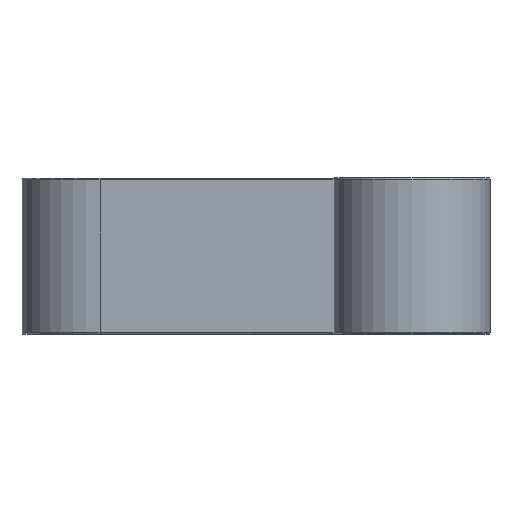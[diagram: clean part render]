
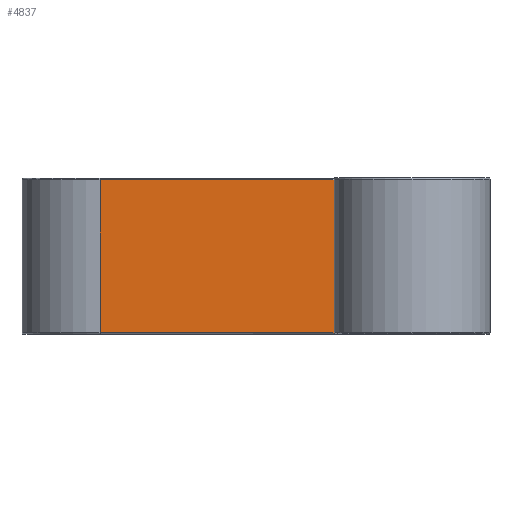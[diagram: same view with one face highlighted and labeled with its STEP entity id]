
A CAD part, top view. The second image highlights one B-rep face of the part: STEP entity #4837.
In plain terms, the highlighted planar face has unit normal (0, 0, 1).
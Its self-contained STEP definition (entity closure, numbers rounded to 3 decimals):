
#28=PLANE('',#5138);
#127=FACE_OUTER_BOUND('',#393,.T.);
#393=EDGE_LOOP('',(#3147,#3148,#3149,#3150));
#1041=LINE('',#7449,#1433);
#1053=LINE('',#7500,#1445);
#1054=LINE('',#7504,#1446);
#1055=LINE('',#7505,#1447);
#1433=VECTOR('',#5763,10.);
#1445=VECTOR('',#5821,10.);
#1446=VECTOR('',#5826,10.);
#1447=VECTOR('',#5827,10.);
#1825=VERTEX_POINT('',#7447);
#1826=VERTEX_POINT('',#7448);
#1842=VERTEX_POINT('',#7499);
#1843=VERTEX_POINT('',#7503);
#2335=EDGE_CURVE('',#1825,#1826,#1041,.T.);
#2361=EDGE_CURVE('',#1826,#1842,#1053,.T.);
#2363=EDGE_CURVE('',#1843,#1825,#1054,.T.);
#2364=EDGE_CURVE('',#1842,#1843,#1055,.T.);
#3147=ORIENTED_EDGE('',*,*,#2335,.F.);
#3148=ORIENTED_EDGE('',*,*,#2363,.F.);
#3149=ORIENTED_EDGE('',*,*,#2364,.F.);
#3150=ORIENTED_EDGE('',*,*,#2361,.F.);
#4837=ADVANCED_FACE('',(#127),#28,.T.);
#5138=AXIS2_PLACEMENT_3D('',#7502,#5824,#5825);
#5763=DIRECTION('',(-1.,0.,0.));
#5821=DIRECTION('',(0.,1.,0.));
#5824=DIRECTION('center_axis',(0.,0.,
1.));
#5825=DIRECTION('ref_axis',(1.,0.,0.));
#5826=DIRECTION('',(0.,-1.,0.));
#5827=DIRECTION('',(1.,0.,0.));
#7447=CARTESIAN_POINT('',(-5.,-4.9,5.));
#7448=CARTESIAN_POINT('',(-20.,-4.9,5.));
#7449=CARTESIAN_POINT('',(-9.213,-4.9,5.));
#7499=CARTESIAN_POINT('',(-20.,4.9,5.));
#7500=CARTESIAN_POINT('',(-20.,0.,5.));
#7502=CARTESIAN_POINT('Origin',(-20.,0.,5.));
#7503=CARTESIAN_POINT('',(-5.,4.9,5.));
#7504=CARTESIAN_POINT('',(-5.,0.,5.));
#7505=CARTESIAN_POINT('',(-9.213,4.9,5.));
